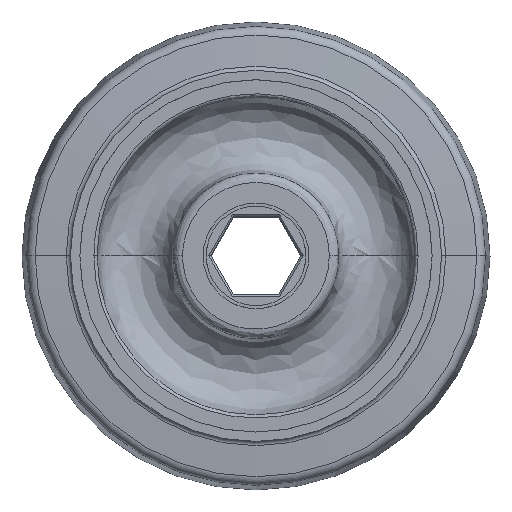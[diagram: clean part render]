
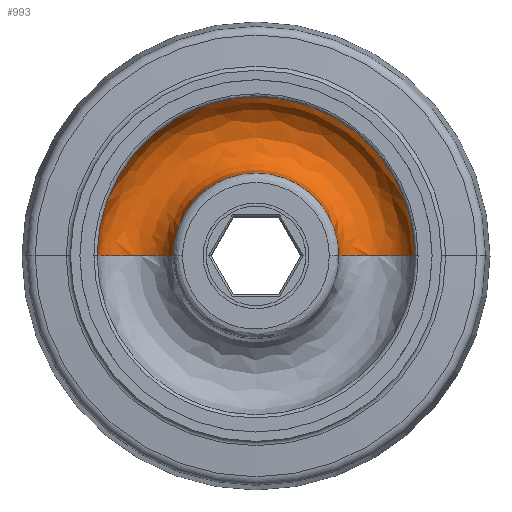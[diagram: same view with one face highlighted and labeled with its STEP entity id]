
A CAD part, top view. The second image highlights one B-rep face of the part: STEP entity #993.
In plain terms, the highlighted free-form (B-spline) face has degree [3, 3] with [7, 4] control points.
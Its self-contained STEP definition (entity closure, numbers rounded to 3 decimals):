
#25 = AXIS2_PLACEMENT_3D ( 'NONE', #523, #1714, #713 ) ;
#35 = CARTESIAN_POINT ( 'NONE',  ( 13.213, 26.425, 7.815 ) ) ;
#40 = CARTESIAN_POINT ( 'NONE',  ( -19.282, 0., 4.838 ) ) ;
#61 = CARTESIAN_POINT ( 'NONE',  ( 25.673, 51.347, 7.042 ) ) ;
#68 = EDGE_LOOP ( 'NONE', ( #2445, #987, #741, #1113 ) ) ;
#81 = AXIS2_PLACEMENT_3D ( 'NONE', #566, #1758, #744 ) ;
#106 = CARTESIAN_POINT ( 'NONE',  ( -22.936, 45.872, 4.611 ) ) ;
#200 = DIRECTION ( 'NONE',  ( 0., 0., -1. ) ) ;
#252 = CARTESIAN_POINT ( 'NONE',  ( -15.629, 31.257, 5.065 ) ) ;
#264 = CARTESIAN_POINT ( 'NONE',  ( -13.213, 26.425, 7.815 ) ) ;
#304 = AXIS2_PLACEMENT_3D ( 'NONE', #1964, #877, #2199 ) ;
#308 = FACE_OUTER_BOUND ( 'NONE', #68, .T. ) ;
#338 = AXIS2_PLACEMENT_3D ( 'NONE', #1531, #200, #1061 ) ;
#390 = CIRCLE ( 'NONE', #25, 6.223 ) ;
#406 = CARTESIAN_POINT ( 'NONE',  ( -13.459, 0., 11.467 ) ) ;
#409 = CARTESIAN_POINT ( 'NONE',  ( 13.459, 0., 11.467 ) ) ;
#523 = CARTESIAN_POINT ( 'NONE',  ( -19.667, 0., 11.049 ) ) ;
#543 = CARTESIAN_POINT ( 'NONE',  ( -25.881, 51.761, 10.697 ) ) ;
#554 = CIRCLE ( 'NONE', #81, 13.459 ) ;
#566 = CARTESIAN_POINT ( 'NONE',  ( 0., 0., 11.467 ) ) ;
#643 = CARTESIAN_POINT ( 'NONE',  ( -25.881, 0., 10.697 ) ) ;
#713 = DIRECTION ( 'NONE',  ( -1., 0., 0. ) ) ;
#741 = ORIENTED_EDGE ( 'NONE', *, *, #2110, .F. ) ;
#744 = DIRECTION ( 'NONE',  ( 1., 0., 0. ) ) ;
#772 = CARTESIAN_POINT ( 'NONE',  ( 13.213, 0., 7.815 ) ) ;
#833 = CARTESIAN_POINT ( 'NONE',  ( 13.459, 0., 11.467 ) ) ;
#840 = CARTESIAN_POINT ( 'NONE',  ( 25.881, 51.761, 10.697 ) ) ;
#852 = CARTESIAN_POINT ( 'NONE',  ( 25.673, 0., 7.042 ) ) ;
#858 =( BOUNDED_SURFACE ( )  B_SPLINE_SURFACE ( 3, 3, ( 
 ( #1697, #840, #543, #643 ),
 ( #852, #61, #1359, #1681 ),
 ( #2034, #1962, #106, #2188 ),
 ( #1074, #2381, #1132, #40 ),
 ( #1835, #2261, #252, #1601 ),
 ( #772, #35, #264, #2279 ),
 ( #833, #1498, #1801, #406 ) ),
 .UNSPECIFIED., .F., .F., .T. ) 
 B_SPLINE_SURFACE_WITH_KNOTS ( ( 4, 3, 4 ),
 ( 4, 4 ),
 ( 0., 0.5, 1. ),
 ( 0., 1. ),
 .UNSPECIFIED. ) 
 GEOMETRIC_REPRESENTATION_ITEM ( )  RATIONAL_B_SPLINE_SURFACE ( (
 ( 1., 0.333, 0.333, 1.),
 ( 0.803, 0.268, 0.268, 0.803),
 ( 0.803, 0.268, 0.268, 0.803),
 ( 1., 0.333, 0.333, 1.),
 ( 0.803, 0.268, 0.268, 0.803),
 ( 0.803, 0.268, 0.268, 0.803),
 ( 1., 0.333, 0.333, 1.) ) ) 
 REPRESENTATION_ITEM ( '' )  SURFACE ( )  );
#877 = DIRECTION ( 'NONE',  ( 0., 1., 0. ) ) ;
#987 = ORIENTED_EDGE ( 'NONE', *, *, #2206, .T. ) ;
#993 = ADVANCED_FACE ( 'NONE', ( #308 ), #858, .F. ) ;
#1061 = DIRECTION ( 'NONE',  ( 1., 0., 0. ) ) ;
#1074 = CARTESIAN_POINT ( 'NONE',  ( 19.282, 0., 4.838 ) ) ;
#1083 = CARTESIAN_POINT ( 'NONE',  ( -13.459, 0., 11.467 ) ) ;
#1084 = VERTEX_POINT ( 'NONE', #1329 ) ;
#1113 = ORIENTED_EDGE ( 'NONE', *, *, #1849, .F. ) ;
#1132 = CARTESIAN_POINT ( 'NONE',  ( -19.282, 38.564, 4.838 ) ) ;
#1174 = CARTESIAN_POINT ( 'NONE',  ( -25.881, 0., 10.697 ) ) ;
#1329 = CARTESIAN_POINT ( 'NONE',  ( 25.881, 0., 10.697 ) ) ;
#1359 = CARTESIAN_POINT ( 'NONE',  ( -25.673, 51.347, 7.042 ) ) ;
#1402 = VERTEX_POINT ( 'NONE', #1083 ) ;
#1498 = CARTESIAN_POINT ( 'NONE',  ( 13.459, 26.917, 11.467 ) ) ;
#1531 = CARTESIAN_POINT ( 'NONE',  ( 0., 0., 10.697 ) ) ;
#1601 = CARTESIAN_POINT ( 'NONE',  ( -15.629, 0., 5.065 ) ) ;
#1681 = CARTESIAN_POINT ( 'NONE',  ( -25.673, 0., 7.042 ) ) ;
#1697 = CARTESIAN_POINT ( 'NONE',  ( 25.881, 0., 10.697 ) ) ;
#1714 = DIRECTION ( 'NONE',  ( 0., -1., 0. ) ) ;
#1758 = DIRECTION ( 'NONE',  ( 0., 0., 1. ) ) ;
#1785 = EDGE_CURVE ( 'NONE', #2014, #1084, #1921, .T. ) ;
#1801 = CARTESIAN_POINT ( 'NONE',  ( -13.459, 26.917, 11.467 ) ) ;
#1835 = CARTESIAN_POINT ( 'NONE',  ( 15.629, 0., 5.065 ) ) ;
#1849 = EDGE_CURVE ( 'NONE', #1084, #2398, #2022, .T. ) ;
#1921 = CIRCLE ( 'NONE', #338, 25.881 ) ;
#1962 = CARTESIAN_POINT ( 'NONE',  ( 22.936, 45.872, 4.611 ) ) ;
#1964 = CARTESIAN_POINT ( 'NONE',  ( 19.667, 0., 11.049 ) ) ;
#2014 = VERTEX_POINT ( 'NONE', #1174 ) ;
#2022 = CIRCLE ( 'NONE', #304, 6.223 ) ;
#2034 = CARTESIAN_POINT ( 'NONE',  ( 22.936, 0., 4.611 ) ) ;
#2110 = EDGE_CURVE ( 'NONE', #2398, #1402, #554, .T. ) ;
#2188 = CARTESIAN_POINT ( 'NONE',  ( -22.936, 0., 4.611 ) ) ;
#2199 = DIRECTION ( 'NONE',  ( 1., 0., 0. ) ) ;
#2206 = EDGE_CURVE ( 'NONE', #2014, #1402, #390, .T. ) ;
#2261 = CARTESIAN_POINT ( 'NONE',  ( 15.629, 31.257, 5.065 ) ) ;
#2279 = CARTESIAN_POINT ( 'NONE',  ( -13.213, 0., 7.815 ) ) ;
#2381 = CARTESIAN_POINT ( 'NONE',  ( 19.282, 38.564, 4.838 ) ) ;
#2398 = VERTEX_POINT ( 'NONE', #409 ) ;
#2445 = ORIENTED_EDGE ( 'NONE', *, *, #1785, .F. ) ;
